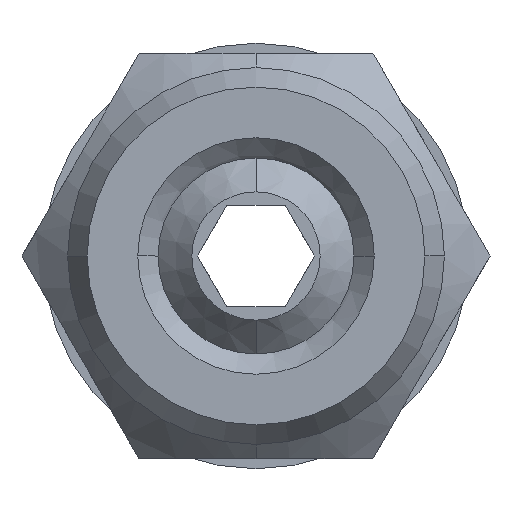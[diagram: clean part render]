
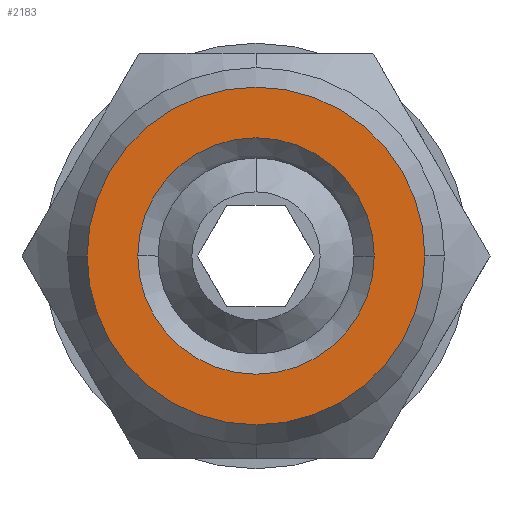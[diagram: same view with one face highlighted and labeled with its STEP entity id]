
A CAD part, front view. The second image highlights one B-rep face of the part: STEP entity #2183.
In plain terms, the highlighted planar face has unit normal (0, -1, 0).
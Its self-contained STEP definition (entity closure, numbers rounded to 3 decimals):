
#11 = CIRCLE ( 'NONE', #3569, 2.5 ) ;
#315 = DIRECTION ( 'NONE',  ( 0., -1., 0. ) ) ;
#554 = CARTESIAN_POINT ( 'NONE',  ( 1.75, 0., 0. ) ) ;
#819 = PLANE ( 'NONE',  #4619 ) ;
#1018 = EDGE_CURVE ( 'NONE', #4472, #4452, #6374, .T. ) ;
#1119 = CARTESIAN_POINT ( 'NONE',  ( 0., 0., 0. ) ) ;
#1251 = AXIS2_PLACEMENT_3D ( 'NONE', #5924, #2551, #6494 ) ;
#1681 = DIRECTION ( 'NONE',  ( 1., 0., 0. ) ) ;
#2023 = DIRECTION ( 'NONE',  ( 0., -1., 0. ) ) ;
#2183 = ADVANCED_FACE ( 'NONE', ( #4469, #7286 ), #819, .T. ) ;
#2285 = ORIENTED_EDGE ( 'NONE', *, *, #3399, .F. ) ;
#2551 = DIRECTION ( 'NONE',  ( 0., -1., 0. ) ) ;
#2642 = EDGE_LOOP ( 'NONE', ( #7130, #4892 ) ) ;
#2644 = CIRCLE ( 'NONE', #1251, 2.5 ) ;
#2645 = AXIS2_PLACEMENT_3D ( 'NONE', #4682, #4658, #4639 ) ;
#2793 = CARTESIAN_POINT ( 'NONE',  ( 2.5, 0., 0. ) ) ;
#2859 = EDGE_CURVE ( 'NONE', #4453, #3069, #11, .T. ) ;
#3069 = VERTEX_POINT ( 'NONE', #2793 ) ;
#3348 = CARTESIAN_POINT ( 'NONE',  ( -2.5, 0., 0. ) ) ;
#3399 = EDGE_CURVE ( 'NONE', #4452, #4472, #6033, .T. ) ;
#3569 = AXIS2_PLACEMENT_3D ( 'NONE', #5413, #2023, #5971 ) ;
#3685 = CARTESIAN_POINT ( 'NONE',  ( 0., 0., 0. ) ) ;
#4275 = DIRECTION ( 'NONE',  ( 1., 0., 0. ) ) ;
#4452 = VERTEX_POINT ( 'NONE', #6712 ) ;
#4453 = VERTEX_POINT ( 'NONE', #3348 ) ;
#4469 = FACE_OUTER_BOUND ( 'NONE', #2642, .T. ) ;
#4472 = VERTEX_POINT ( 'NONE', #554 ) ;
#4619 = AXIS2_PLACEMENT_3D ( 'NONE', #3685, #315, #4275 ) ;
#4639 = DIRECTION ( 'NONE',  ( 1., 0., 0. ) ) ;
#4658 = DIRECTION ( 'NONE',  ( 0., -1., 0. ) ) ;
#4682 = CARTESIAN_POINT ( 'NONE',  ( 0., 0., 0. ) ) ;
#4892 = ORIENTED_EDGE ( 'NONE', *, *, #5686, .T. ) ;
#5097 = DIRECTION ( 'NONE',  ( 0., -1., 0. ) ) ;
#5413 = CARTESIAN_POINT ( 'NONE',  ( 0., 0., 0. ) ) ;
#5686 = EDGE_CURVE ( 'NONE', #3069, #4453, #2644, .T. ) ;
#5871 = EDGE_LOOP ( 'NONE', ( #6446, #2285 ) ) ;
#5924 = CARTESIAN_POINT ( 'NONE',  ( 0., 0., 0. ) ) ;
#5928 = AXIS2_PLACEMENT_3D ( 'NONE', #1119, #5097, #1681 ) ;
#5971 = DIRECTION ( 'NONE',  ( 1., 0., 0. ) ) ;
#6033 = CIRCLE ( 'NONE', #5928, 1.75 ) ;
#6374 = CIRCLE ( 'NONE', #2645, 1.75 ) ;
#6446 = ORIENTED_EDGE ( 'NONE', *, *, #1018, .F. ) ;
#6494 = DIRECTION ( 'NONE',  ( 1., 0., 0. ) ) ;
#6712 = CARTESIAN_POINT ( 'NONE',  ( -1.75, 0., 0. ) ) ;
#7130 = ORIENTED_EDGE ( 'NONE', *, *, #2859, .T. ) ;
#7286 = FACE_BOUND ( 'NONE', #5871, .T. ) ;
